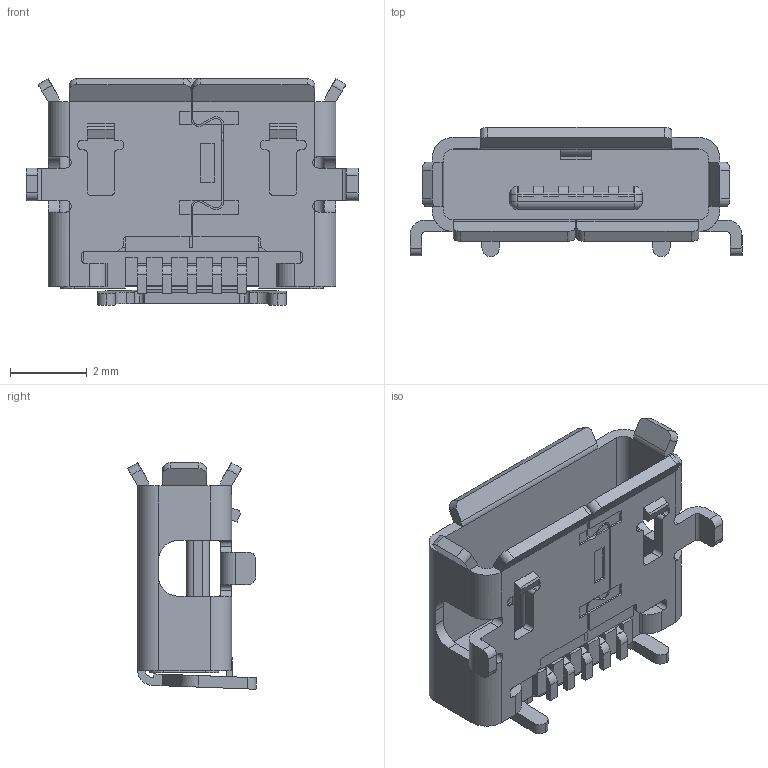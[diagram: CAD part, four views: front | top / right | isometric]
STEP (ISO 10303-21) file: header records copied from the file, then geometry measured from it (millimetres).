
FILE_DESCRIPTION (( 'STEP AP214' ), '1' );
FILE_NAME ('47590-0001.STEP', '2023-01-18T20:02:51', ( '' ), ( '' ), 'SwSTEP 2.0', 'SolidWorks 2021', '' );
FILE_SCHEMA (( 'AUTOMOTIVE_DESIGN' ));
Length unit declared in the file: millimetre
Products named in the file (1): 47590-0001
Bounding box: 8.65 x 3.36 x 5.9 mm (x, y, z)
Volume: 48.8 mm3; surface area: 297.9 mm2
Topology: 7 solids, 7 shells, 530 faces, 1479 edges, 969 vertices
Faces by surface type: plane 379, cylinder 145, torus 4, bspline 2
Entity records: 17257 total; most frequent: CARTESIAN_POINT 3288, ORIENTED_EDGE 2958, DIRECTION 2820, EDGE_CURVE 1479, LINE 1148, VECTOR 1148, VERTEX_POINT 969, AXIS2_PLACEMENT_3D 836
